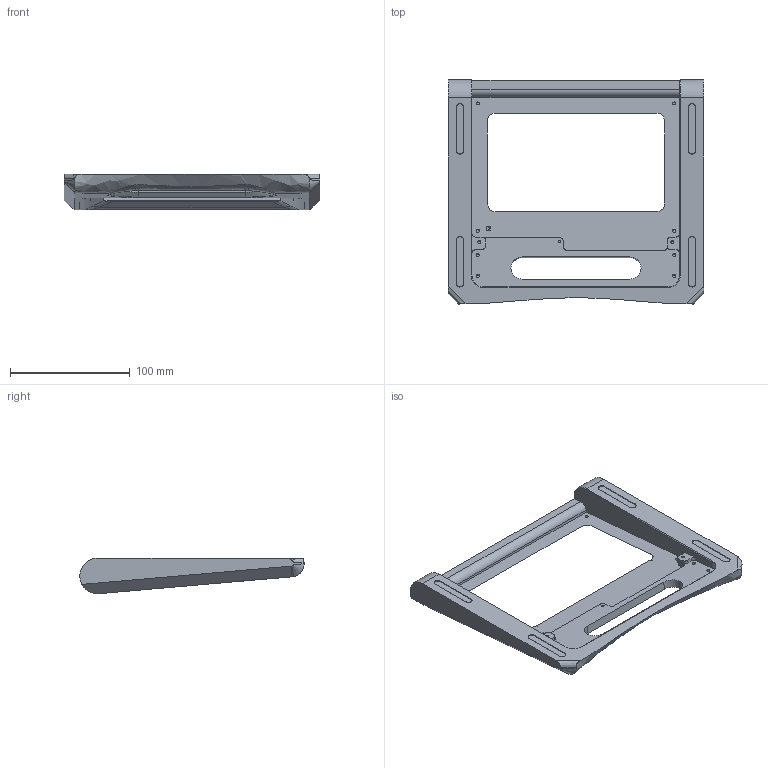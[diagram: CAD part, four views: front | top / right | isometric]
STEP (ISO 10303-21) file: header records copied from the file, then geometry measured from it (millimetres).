
FILE_DESCRIPTION(/* description */ (''),/* implementation_level */ '2;1');
FILE_NAME(/* name */ 'PAVONE BEZEL.step',/* time_stamp */ '2025-05-21T05:58:31-07:00',/* author */ (''),/* organization */ (''),/* preprocessor_version */ 'ST-DEVELOPER v20.1',/* originating_system */ 'Autodesk Translation Framework v14.4.0.0',/* authorisation */ '');
FILE_SCHEMA (('AUTOMOTIVE_DESIGN { 1 0 10303 214 3 1 1 }'));
Length unit declared in the file: millimetre
Products named in the file (1): TOP
Bounding box: 214 x 187.5 x 29.63 mm (x, y, z)
Volume: 262186.7 mm3; surface area: 71309.8 mm2
Topology: 1 solids, 1 shells, 160 faces, 388 edges, 242 vertices
Faces by surface type: plane 73, cylinder 51, bspline 23, cone 11, torus 2
Full cylindrical faces by diameter (mm): 2 x1, 2.5 x10
Entity records: 5493 total; most frequent: CARTESIAN_POINT 1784, ORIENTED_EDGE 772, DIRECTION 730, EDGE_CURVE 386, AXIS2_PLACEMENT_3D 256, VERTEX_POINT 242, LINE 218, VECTOR 218
